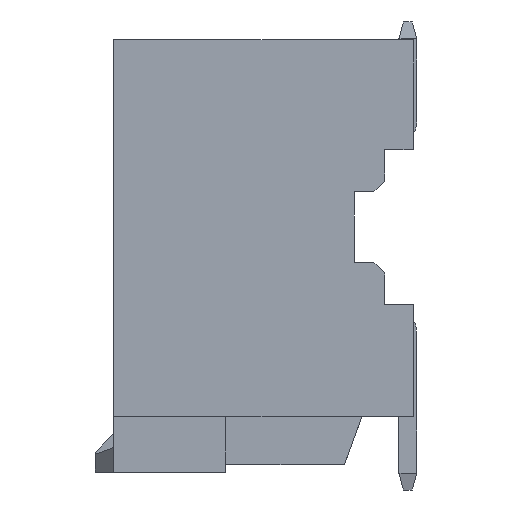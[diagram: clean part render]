
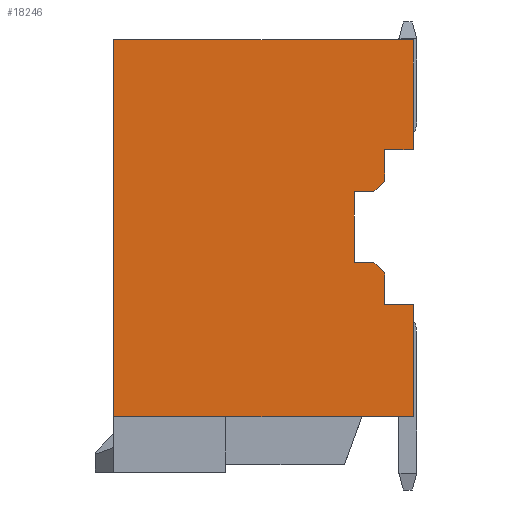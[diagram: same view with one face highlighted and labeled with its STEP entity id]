
A CAD part, left-side view. The second image highlights one B-rep face of the part: STEP entity #18246.
In plain terms, the highlighted planar face has unit normal (-1, 0, 0).
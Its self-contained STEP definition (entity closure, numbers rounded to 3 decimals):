
#4209=DIRECTION('',(0.,0.,1.));
#4210=VECTOR('',#4209,3.14);
#4211=CARTESIAN_POINT('',(-16.55,-10.9,-5.255));
#4212=LINE('',#4211,#4210);
#4221=DIRECTION('',(0.,0.,1.));
#4222=VECTOR('',#4221,3.07);
#4223=CARTESIAN_POINT('',(-16.55,-10.9,2.225));
#4224=LINE('',#4223,#4222);
#4229=DIRECTION('',(0.,-1.,0.));
#4230=VECTOR('',#4229,8.38);
#4231=CARTESIAN_POINT('',(-16.55,-2.52,-5.255));
#4232=LINE('',#4231,#4230);
#4233=DIRECTION('',(0.,0.,1.));
#4234=VECTOR('',#4233,10.55);
#4235=CARTESIAN_POINT('',(-16.55,-2.52,-5.255));
#4236=LINE('',#4235,#4234);
#4237=DIRECTION('',(0.,1.,0.));
#4238=VECTOR('',#4237,0.8);
#4239=CARTESIAN_POINT('',(-16.55,-10.9,2.225));
#4240=LINE('',#4239,#4238);
#4241=DIRECTION('',(0.,0.,1.));
#4242=VECTOR('',#4241,0.885);
#4243=CARTESIAN_POINT('',(-16.55,-10.1,1.34));
#4244=LINE('',#4243,#4242);
#4245=DIRECTION('',(0.,-0.707,0.707));
#4246=VECTOR('',#4245,0.424);
#4247=CARTESIAN_POINT('',(-16.55,-9.8,1.04));
#4248=LINE('',#4247,#4246);
#4249=DIRECTION('',(0.,-1.,0.));
#4250=VECTOR('',#4249,0.55);
#4251=CARTESIAN_POINT('',(-16.55,-9.25,1.04));
#4252=LINE('',#4251,#4250);
#4253=DIRECTION('',(0.,0.,1.));
#4254=VECTOR('',#4253,1.97);
#4255=CARTESIAN_POINT('',(-16.55,-9.25,-0.93));
#4256=LINE('',#4255,#4254);
#4257=DIRECTION('',(0.,1.,0.));
#4258=VECTOR('',#4257,0.55);
#4259=CARTESIAN_POINT('',(-16.55,-9.8,-0.93));
#4260=LINE('',#4259,#4258);
#4261=DIRECTION('',(0.,0.707,0.707));
#4262=VECTOR('',#4261,0.424);
#4263=CARTESIAN_POINT('',(-16.55,-10.1,-1.23));
#4264=LINE('',#4263,#4262);
#4265=DIRECTION('',(0.,0.,1.));
#4266=VECTOR('',#4265,0.885);
#4267=CARTESIAN_POINT('',(-16.55,-10.1,-2.115));
#4268=LINE('',#4267,#4266);
#4269=DIRECTION('',(0.,1.,0.));
#4270=VECTOR('',#4269,0.8);
#4271=CARTESIAN_POINT('',(-16.55,-10.9,-2.115));
#4272=LINE('',#4271,#4270);
#5117=DIRECTION('',(0.,-1.,0.));
#5118=VECTOR('',#5117,8.38);
#5119=CARTESIAN_POINT('',(-16.55,-2.52,5.295));
#5120=LINE('',#5119,#5118);
#10237=CARTESIAN_POINT('',(-16.55,-2.52,5.295));
#10238=CARTESIAN_POINT('',(-16.55,-10.9,5.295));
#10239=VERTEX_POINT('',#10237);
#10240=VERTEX_POINT('',#10238);
#10269=CARTESIAN_POINT('',(-16.55,-10.9,-2.115));
#10270=CARTESIAN_POINT('',(-16.55,-10.1,-2.115));
#10271=VERTEX_POINT('',#10269);
#10272=VERTEX_POINT('',#10270);
#10273=CARTESIAN_POINT('',(-16.55,-10.1,-1.23));
#10274=VERTEX_POINT('',#10273);
#10275=CARTESIAN_POINT('',(-16.55,-9.8,-0.93));
#10276=VERTEX_POINT('',#10275);
#10277=CARTESIAN_POINT('',(-16.55,-9.25,-0.93));
#10278=VERTEX_POINT('',#10277);
#10279=CARTESIAN_POINT('',(-16.55,-9.25,1.04));
#10280=VERTEX_POINT('',#10279);
#10281=CARTESIAN_POINT('',(-16.55,-9.8,1.04));
#10282=VERTEX_POINT('',#10281);
#10283=CARTESIAN_POINT('',(-16.55,-10.1,1.34));
#10284=VERTEX_POINT('',#10283);
#10285=CARTESIAN_POINT('',(-16.55,-10.1,2.225));
#10286=VERTEX_POINT('',#10285);
#10287=CARTESIAN_POINT('',(-16.55,-10.9,2.225));
#10288=VERTEX_POINT('',#10287);
#10325=CARTESIAN_POINT('',(-16.55,-2.52,-5.255));
#10326=CARTESIAN_POINT('',(-16.55,-10.9,-5.255));
#10327=VERTEX_POINT('',#10325);
#10328=VERTEX_POINT('',#10326);
#18215=CARTESIAN_POINT('',(-16.55,-2.52,-6.805));
#18216=DIRECTION('',(-1.,0.,0.));
#18217=DIRECTION('',(0.,-1.,0.));
#18218=AXIS2_PLACEMENT_3D('',#18215,#18216,#18217);
#18219=PLANE('',#18218);
#18220=ORIENTED_EDGE('',*,*,#18152,.F.);
#18222=ORIENTED_EDGE('',*,*,#18221,.T.);
#18224=ORIENTED_EDGE('',*,*,#18223,.T.);
#18225=ORIENTED_EDGE('',*,*,#18194,.F.);
#18227=ORIENTED_EDGE('',*,*,#18226,.T.);
#18229=ORIENTED_EDGE('',*,*,#18228,.F.);
#18231=ORIENTED_EDGE('',*,*,#18230,.F.);
#18233=ORIENTED_EDGE('',*,*,#18232,.F.);
#18235=ORIENTED_EDGE('',*,*,#18234,.F.);
#18237=ORIENTED_EDGE('',*,*,#18236,.F.);
#18239=ORIENTED_EDGE('',*,*,#18238,.F.);
#18241=ORIENTED_EDGE('',*,*,#18240,.F.);
#18242=ORIENTED_EDGE('',*,*,#17976,.F.);
#18243=ORIENTED_EDGE('',*,*,#18165,.F.);
#18244=EDGE_LOOP('',(#18220,#18222,#18224,#18225,#18227,#18229,#18231,#18233,
#18235,#18237,#18239,#18241,#18242,#18243));
#18245=FACE_OUTER_BOUND('',#18244,.F.);
#18246=ADVANCED_FACE('',(#18245),#18219,.T.);
#17976=EDGE_CURVE('',#10271,#10272,#4272,.T.);
#18152=EDGE_CURVE('',#10327,#10328,#4232,.T.);
#18165=EDGE_CURVE('',#10328,#10271,#4212,.T.);
#18194=EDGE_CURVE('',#10288,#10240,#4224,.T.);
#18221=EDGE_CURVE('',#10327,#10239,#4236,.T.);
#18223=EDGE_CURVE('',#10239,#10240,#5120,.T.);
#18226=EDGE_CURVE('',#10288,#10286,#4240,.T.);
#18228=EDGE_CURVE('',#10284,#10286,#4244,.T.);
#18230=EDGE_CURVE('',#10282,#10284,#4248,.T.);
#18232=EDGE_CURVE('',#10280,#10282,#4252,.T.);
#18234=EDGE_CURVE('',#10278,#10280,#4256,.T.);
#18236=EDGE_CURVE('',#10276,#10278,#4260,.T.);
#18238=EDGE_CURVE('',#10274,#10276,#4264,.T.);
#18240=EDGE_CURVE('',#10272,#10274,#4268,.T.);
